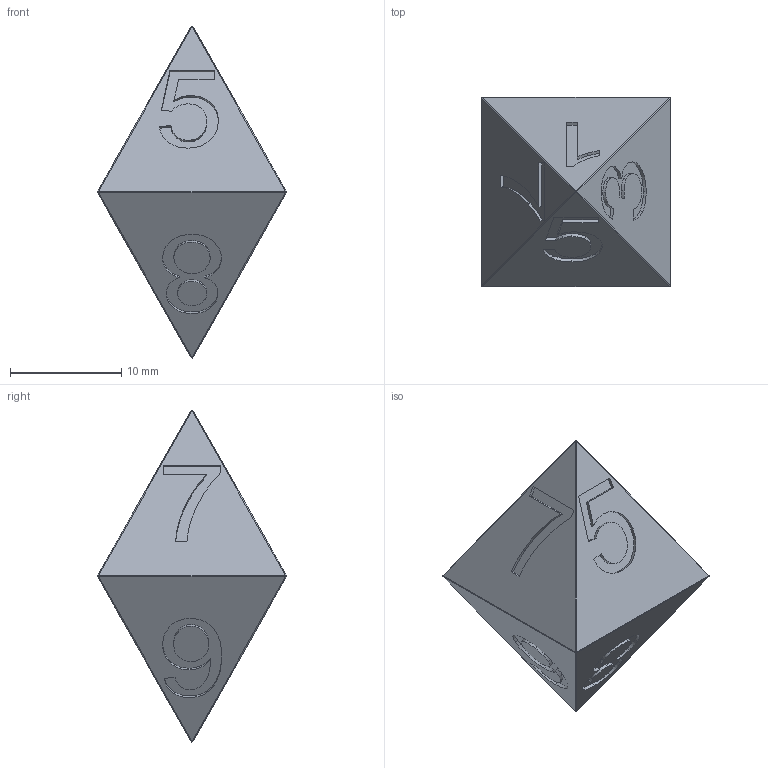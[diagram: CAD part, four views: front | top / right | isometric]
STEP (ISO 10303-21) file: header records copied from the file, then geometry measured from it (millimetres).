
FILE_DESCRIPTION(/* description */ (''),/* implementation_level */ '2;1');
FILE_NAME(/* name */ 'D8.step',/* time_stamp */ '2021-04-06T13:16:14+02:00',/* author */ (''),/* organization */ (''),/* preprocessor_version */ 'ST-DEVELOPER v18.1',/* originating_system */ 'Autodesk Translation Framework v10.6.0.1341',/* authorisation */ '');
FILE_SCHEMA (('AUTOMOTIVE_DESIGN { 1 0 10303 214 3 1 1 }'));
Length unit declared in the file: millimetre
Products named in the file (2): D8; D8_1
Assembly tree (1 placements, depth 2):
  D8
    D8_1
Bounding box: 16.97 x 16.97 x 29.79 mm (x, y, z)
Volume: 2851.4 mm3; surface area: 1253.7 mm2
Topology: 1 solids, 1 shells, 207 faces, 559 edges, 364 vertices
Faces by surface type: bspline 130, plane 59, cylinder 12, sphere 6
Entity records: 7694 total; most frequent: CARTESIAN_POINT 3341, ORIENTED_EDGE 1114, EDGE_CURVE 557, DIRECTION 483, VERTEX_POINT 364, LINE 271, VECTOR 271, B_SPLINE_CURVE_WITH_KNOTS 260
